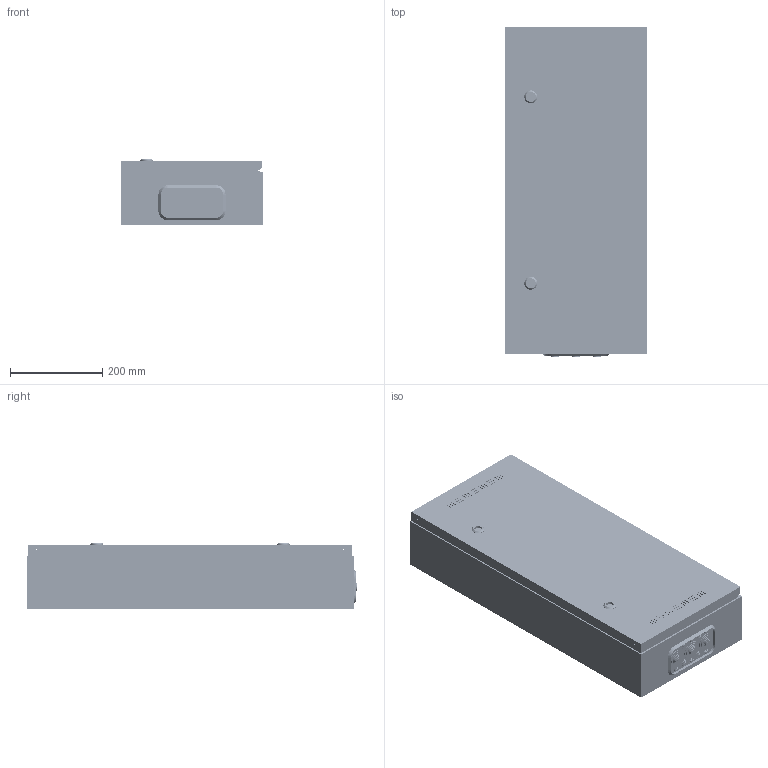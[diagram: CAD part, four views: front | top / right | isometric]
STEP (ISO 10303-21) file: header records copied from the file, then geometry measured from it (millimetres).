
FILE_DESCRIPTION (( 'STEP AP214' ), '1' );
FILE_NAME ('TI5-51-N-048-30 TITAN 5 Êîðïóñ ìóëüòèìåäèà ÙÐí-48 (1õ48) áåëûé IEK.STEP', '2024-12-06T12:40:49', ( '' ), ( '' ), 'SwSTEP 2.0', 'SolidWorks 2022', '' );
FILE_SCHEMA (( 'AUTOMOTIVE_DESIGN' ));
Length unit declared in the file: millimetre
Products named in the file (1): TI5-51-N-048-30 TITAN 5 Корпус мультимедиа ЩРн-48 (1х48) белый IEK
Bounding box: 310 x 718.17 x 144.1 mm (x, y, z)
Volume: 1369978.1 mm3; surface area: 2345359.7 mm2
Topology: 41 solids, 51 shells, 10017 faces, 27730 edges, 18063 vertices
Faces by surface type: cylinder 4910, plane 3773, cone 496, bspline 492, torus 289, sphere 57
Entity records: 482775 total; most frequent: CARTESIAN_POINT 105791, ORIENTED_EDGE 55420, DIRECTION 55148, EDGE_CURVE 27710, AXIS2_PLACEMENT_3D 20545, VERTEX_POINT 18063, VECTOR 14058, LINE 14058
